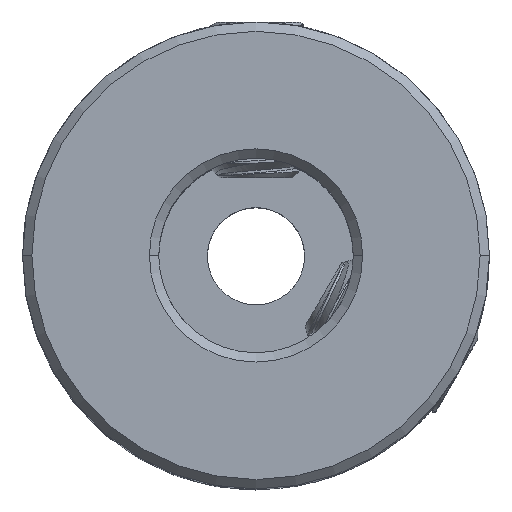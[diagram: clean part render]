
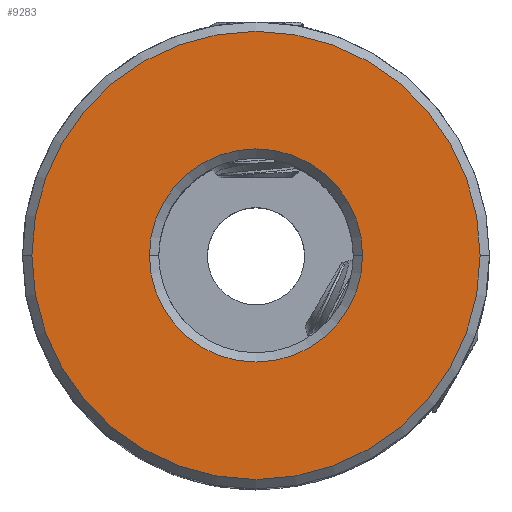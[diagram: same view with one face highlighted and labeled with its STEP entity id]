
A CAD part, top view. The second image highlights one B-rep face of the part: STEP entity #9283.
In plain terms, the highlighted planar face has unit normal (0, 0, 1).
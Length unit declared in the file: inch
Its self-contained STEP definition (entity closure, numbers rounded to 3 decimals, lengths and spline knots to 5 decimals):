
#133 = AXIS2_PLACEMENT_3D ( 'NONE', #11287, #4658, #12364 ) ;
#285 = VERTEX_POINT ( 'NONE', #8895 ) ;
#555 = CARTESIAN_POINT ( 'NONE',  ( -0.36, 0., 0.5 ) ) ;
#1269 = CARTESIAN_POINT ( 'NONE',  ( 0., 0., 0.5 ) ) ;
#1649 = ORIENTED_EDGE ( 'NONE', *, *, #11106, .T. ) ;
#1705 = AXIS2_PLACEMENT_3D ( 'NONE', #12096, #5522, #13151 ) ;
#1901 = CARTESIAN_POINT ( 'NONE',  ( -0.17125, 0., 0.5 ) ) ;
#1989 = FACE_OUTER_BOUND ( 'NONE', #6044, .T. ) ;
#2019 = VERTEX_POINT ( 'NONE', #1901 ) ;
#2181 = DIRECTION ( 'NONE',  ( 0., 0., 1. ) ) ;
#2209 = CIRCLE ( 'NONE', #1705, 0.36 ) ;
#2280 = AXIS2_PLACEMENT_3D ( 'NONE', #2551, #5928, #13522 ) ;
#2351 = DIRECTION ( 'NONE',  ( 1., 0., 0. ) ) ;
#2551 = CARTESIAN_POINT ( 'NONE',  ( 0., 0., 0.5 ) ) ;
#3960 = AXIS2_PLACEMENT_3D ( 'NONE', #8926, #2181, #9974 ) ;
#4006 = EDGE_CURVE ( 'NONE', #4737, #6494, #7886, .T. ) ;
#4603 = AXIS2_PLACEMENT_3D ( 'NONE', #1269, #9096, #2351 ) ;
#4658 = DIRECTION ( 'NONE',  ( 0., 0., -1. ) ) ;
#4737 = VERTEX_POINT ( 'NONE', #555 ) ;
#4790 = PLANE ( 'NONE',  #2280 ) ;
#5079 = EDGE_CURVE ( 'NONE', #6494, #4737, #2209, .T. ) ;
#5522 = DIRECTION ( 'NONE',  ( 0., 0., 1. ) ) ;
#5928 = DIRECTION ( 'NONE',  ( 0., 0., 1. ) ) ;
#6021 = EDGE_CURVE ( 'NONE', #2019, #285, #12370, .T. ) ;
#6044 = EDGE_LOOP ( 'NONE', ( #6620, #6165 ) ) ;
#6165 = ORIENTED_EDGE ( 'NONE', *, *, #5079, .T. ) ;
#6494 = VERTEX_POINT ( 'NONE', #7663 ) ;
#6620 = ORIENTED_EDGE ( 'NONE', *, *, #4006, .T. ) ;
#7274 = FACE_BOUND ( 'NONE', #8339, .T. ) ;
#7663 = CARTESIAN_POINT ( 'NONE',  ( 0.36, 0., 0.5 ) ) ;
#7886 = CIRCLE ( 'NONE', #3960, 0.36 ) ;
#8339 = EDGE_LOOP ( 'NONE', ( #1649, #9777 ) ) ;
#8659 = CIRCLE ( 'NONE', #4603, 0.17125 ) ;
#8895 = CARTESIAN_POINT ( 'NONE',  ( 0.17125, 0., 0.5 ) ) ;
#8926 = CARTESIAN_POINT ( 'NONE',  ( 0., 0., 0.5 ) ) ;
#9096 = DIRECTION ( 'NONE',  ( 0., 0., -1. ) ) ;
#9283 = ADVANCED_FACE ( 'NONE', ( #1989, #7274 ), #4790, .T. ) ;
#9777 = ORIENTED_EDGE ( 'NONE', *, *, #6021, .T. ) ;
#9974 = DIRECTION ( 'NONE',  ( 1., 0., 0. ) ) ;
#11106 = EDGE_CURVE ( 'NONE', #285, #2019, #8659, .T. ) ;
#11287 = CARTESIAN_POINT ( 'NONE',  ( 0., 0., 0.5 ) ) ;
#12096 = CARTESIAN_POINT ( 'NONE',  ( 0., 0., 0.5 ) ) ;
#12364 = DIRECTION ( 'NONE',  ( 1., 0., 0. ) ) ;
#12370 = CIRCLE ( 'NONE', #133, 0.17125 ) ;
#13151 = DIRECTION ( 'NONE',  ( 1., 0., 0. ) ) ;
#13522 = DIRECTION ( 'NONE',  ( 1., 0., 0. ) ) ;
